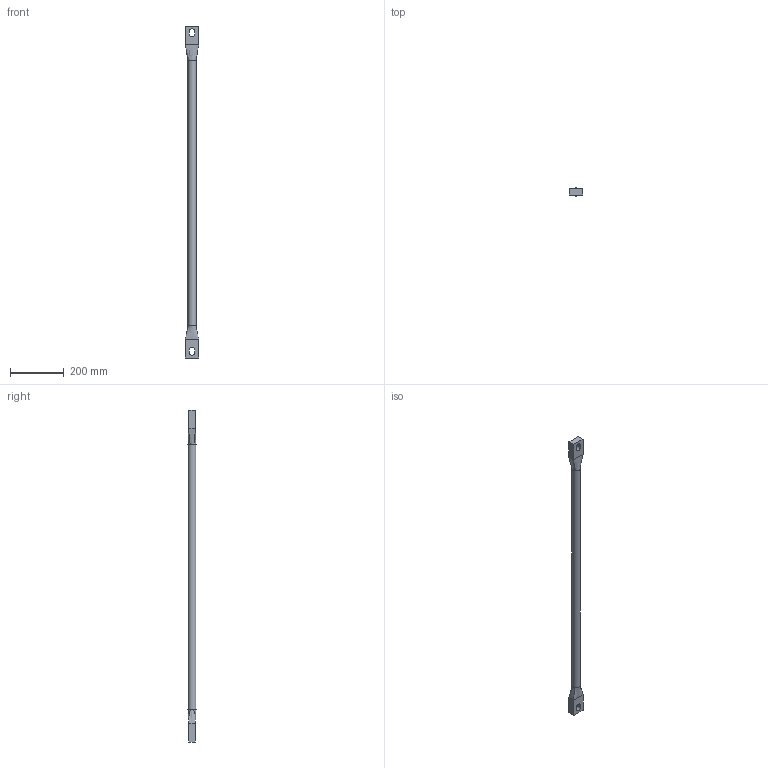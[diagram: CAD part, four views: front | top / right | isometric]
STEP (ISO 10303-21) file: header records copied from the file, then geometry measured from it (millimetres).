
FILE_DESCRIPTION(/* description */ (''),/* implementation_level */ '2;1');
FILE_NAME(/* name */ 'kepala atas.stp',/* time_stamp */ '2019-07-08T08:20:11+07:00',/* author */ ('BARLY'),/* organization */ (''),/* preprocessor_version */ 'ST-DEVELOPER v18',/* originating_system */ 'Autodesk Inventor 2020',/* authorisation */ '');
FILE_SCHEMA (('AUTOMOTIVE_DESIGN { 1 0 10303 214 3 1 1 }'));
Length unit declared in the file: millimetre
Products named in the file (1): penyambung
Bounding box: 50 x 29.91 x 1240 mm (x, y, z)
Volume: 956005.5 mm3; surface area: 132088.2 mm2
Topology: 1 solids, 1 shells, 27 faces, 83 edges, 58 vertices
Faces by surface type: plane 14, bspline 8, cylinder 5
Full cylindrical faces by diameter (mm): 30 x1
Entity records: 1156 total; most frequent: CARTESIAN_POINT 353, ORIENTED_EDGE 166, DIRECTION 149, EDGE_CURVE 83, VERTEX_POINT 58, LINE 57, VECTOR 57, AXIS2_PLACEMENT_3D 46
